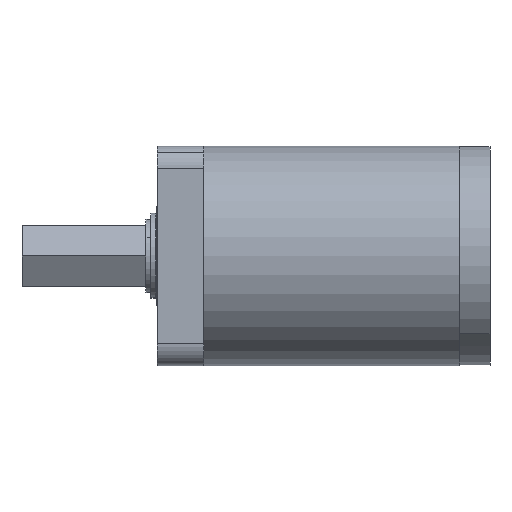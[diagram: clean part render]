
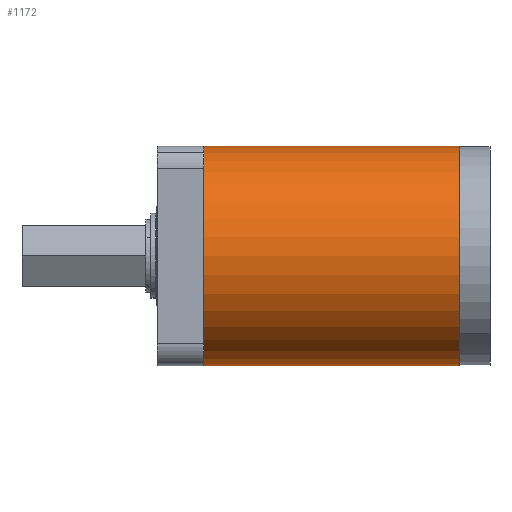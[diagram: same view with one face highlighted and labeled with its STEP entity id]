
A CAD part, left-side view. The second image highlights one B-rep face of the part: STEP entity #1172.
In plain terms, the highlighted cylindrical face has radius 22.5 mm (diameter 45 mm), a partial arc.
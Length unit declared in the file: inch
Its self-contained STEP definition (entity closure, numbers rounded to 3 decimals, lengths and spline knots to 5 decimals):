
#51 = AXIS2_PLACEMENT_3D ( 'NONE', #13785, #13881, #13940 ) ;
#1050 = EDGE_CURVE ( 'NONE', #17387, #18214, #27052, .T. ) ;
#1172 = ADVANCED_FACE ( 'NONE', ( #22025 ), #19401, .T. ) ;
#1211 = CIRCLE ( 'NONE', #27106, 0.88583 ) ;
#1429 = VECTOR ( 'NONE', #26569, 39.37008 ) ;
#3337 = CARTESIAN_POINT ( 'NONE',  ( 0., 0., 0.88583 ) ) ;
#5530 = CARTESIAN_POINT ( 'NONE',  ( 0., 0., 0. ) ) ;
#5900 = VERTEX_POINT ( 'NONE', #3337 ) ;
#7175 = LINE ( 'NONE', #7484, #1429 ) ;
#7483 = VERTEX_POINT ( 'NONE', #20088 ) ;
#7484 = CARTESIAN_POINT ( 'NONE',  ( 0., 2.06693, 0.88583 ) ) ;
#7661 = DIRECTION ( 'NONE',  ( 0., 0., 1. ) ) ;
#7992 = EDGE_CURVE ( 'NONE', #17387, #7483, #23397, .T. ) ;
#9802 = EDGE_LOOP ( 'NONE', ( #21660, #23279, #25686, #17440 ) ) ;
#12869 = VECTOR ( 'NONE', #15791, 39.37008 ) ;
#13245 = CARTESIAN_POINT ( 'NONE',  ( 0., 2.06693, 0.88583 ) ) ;
#13785 = CARTESIAN_POINT ( 'NONE',  ( 0., 2.06693, 0. ) ) ;
#13881 = DIRECTION ( 'NONE',  ( 0., 1., 0. ) ) ;
#13940 = DIRECTION ( 'NONE',  ( 0., 0., 1. ) ) ;
#14935 = DIRECTION ( 'NONE',  ( 0., -1., 0. ) ) ;
#15152 = CARTESIAN_POINT ( 'NONE',  ( 0., 2.06693, -0.88583 ) ) ;
#15791 = DIRECTION ( 'NONE',  ( 0., -1., 0. ) ) ;
#15801 = AXIS2_PLACEMENT_3D ( 'NONE', #17954, #14935, #17471 ) ;
#16001 = EDGE_CURVE ( 'NONE', #7483, #5900, #1211, .T. ) ;
#17387 = VERTEX_POINT ( 'NONE', #15152 ) ;
#17440 = ORIENTED_EDGE ( 'NONE', *, *, #16001, .T. ) ;
#17471 = DIRECTION ( 'NONE',  ( 0., 0., -1. ) ) ;
#17954 = CARTESIAN_POINT ( 'NONE',  ( 0., 2.06693, 0. ) ) ;
#18214 = VERTEX_POINT ( 'NONE', #13245 ) ;
#18335 = EDGE_CURVE ( 'NONE', #18214, #5900, #7175, .T. ) ;
#19401 = CYLINDRICAL_SURFACE ( 'NONE', #15801, 0.88583 ) ;
#20088 = CARTESIAN_POINT ( 'NONE',  ( 0., 0., -0.88583 ) ) ;
#20326 = DIRECTION ( 'NONE',  ( 0., 1., 0. ) ) ;
#21660 = ORIENTED_EDGE ( 'NONE', *, *, #18335, .F. ) ;
#22025 = FACE_OUTER_BOUND ( 'NONE', #9802, .T. ) ;
#23279 = ORIENTED_EDGE ( 'NONE', *, *, #1050, .F. ) ;
#23397 = LINE ( 'NONE', #26467, #12869 ) ;
#25686 = ORIENTED_EDGE ( 'NONE', *, *, #7992, .T. ) ;
#26467 = CARTESIAN_POINT ( 'NONE',  ( 0., 2.06693, -0.88583 ) ) ;
#26569 = DIRECTION ( 'NONE',  ( 0., -1., 0. ) ) ;
#27052 = CIRCLE ( 'NONE', #51, 0.88583 ) ;
#27106 = AXIS2_PLACEMENT_3D ( 'NONE', #5530, #20326, #7661 ) ;
